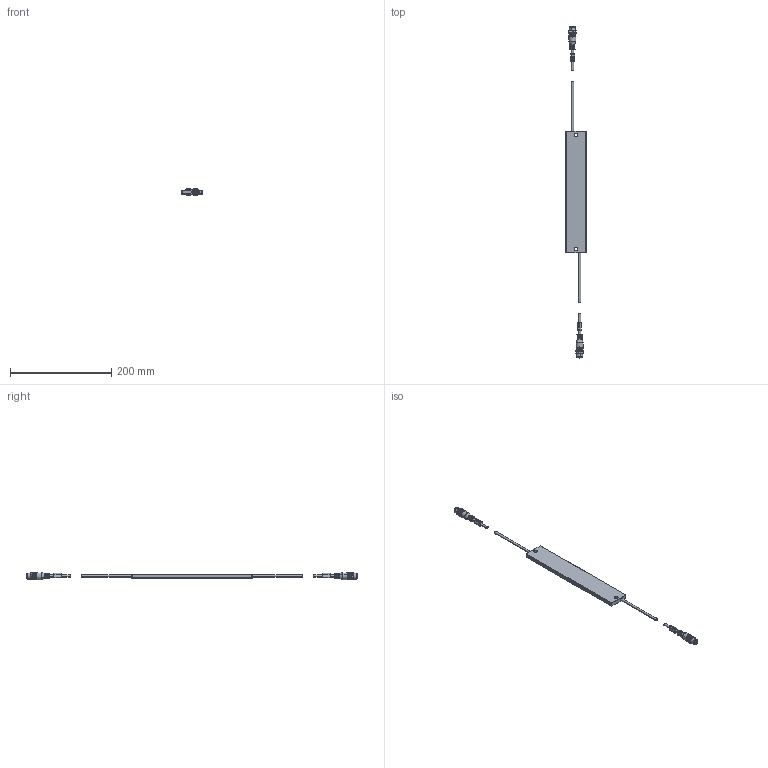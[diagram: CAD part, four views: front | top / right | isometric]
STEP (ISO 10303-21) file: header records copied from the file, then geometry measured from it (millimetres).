
FILE_DESCRIPTION(('CATIA V5 STEP Exchange','CAx-IF Rec.Pracs.--- Model Styling and Organization---1.4--- 2014-01-23'),'2;1');
FILE_NAME ('164448-2_1', '2020-03-11T07:17:27+00:00', ('none'), ('Weidmueller'), 'CATIA Version 5-6 Release 2016 SP3 HF44', 'CATIA V5 STEP AP214', 'none');
FILE_SCHEMA(('AUTOMOTIVE_DESIGN { 1 0 10303 214 1 1 1 1 }'));
Length unit declared in the file: millimetre
Products named in the file (1): 2576960000
Bounding box: 40 x 656 x 14.8 mm (x, y, z)
Volume: 91977.1 mm3; surface area: 37934.2 mm2
Topology: 17 solids, 17 shells, 1306 faces, 3352 edges, 2104 vertices
Faces by surface type: cylinder 416, plane 392, cone 284, torus 194, sphere 20
Entity records: 36717 total; most frequent: CARTESIAN_POINT 8613, ORIENTED_EDGE 6640, DIRECTION 4268, EDGE_CURVE 3320, AXIS2_PLACEMENT_3D 2141, VERTEX_POINT 2104, CIRCLE 1418, VECTOR 1406
